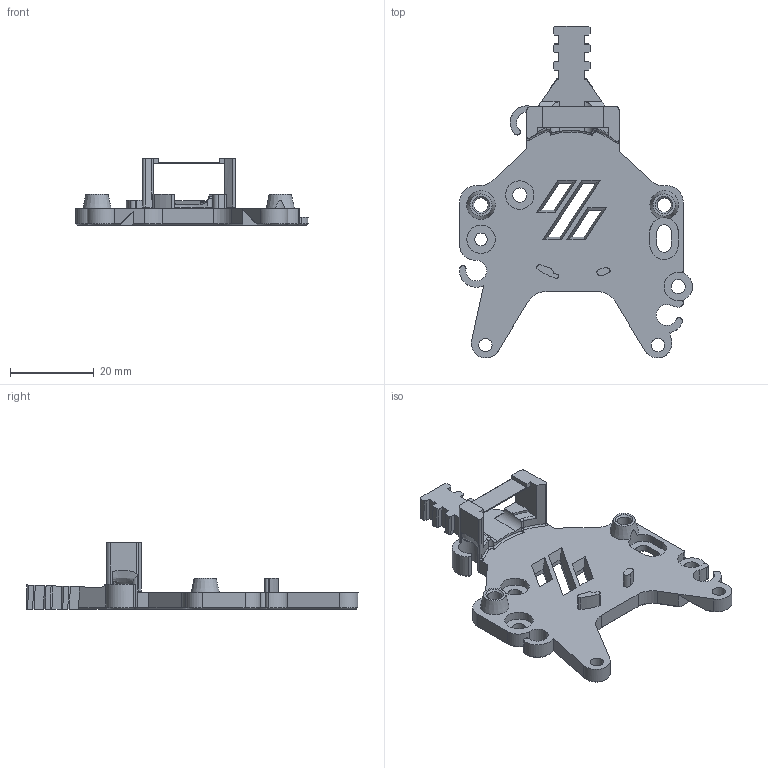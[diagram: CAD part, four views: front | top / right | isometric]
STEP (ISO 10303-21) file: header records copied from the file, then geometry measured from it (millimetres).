
FILE_DESCRIPTION(/* description */ (''),/* implementation_level */ '2;1');
FILE_NAME(/* name */ 'PCBMount.step',/* time_stamp */ '2024-09-14T14:11:41-06:00',/* author */ (''),/* organization */ (''),/* preprocessor_version */ 'ST-DEVELOPER v20',/* originating_system */ 'Autodesk Translation Framework v13.14.0.145',/* authorisation */ '');
FILE_SCHEMA (('AUTOMOTIVE_DESIGN { 1 0 10303 214 3 1 1 }'));
Length unit declared in the file: millimetre
Products named in the file (1): PCBMount
Bounding box: 55.73 x 79.46 x 15.98 mm (x, y, z)
Volume: 9156 mm3; surface area: 7337.3 mm2
Topology: 1 solids, 1 shells, 328 faces, 876 edges, 554 vertices
Faces by surface type: plane 203, cylinder 71, cone 38, bspline 9, torus 7
Full cylindrical faces by diameter (mm): 3 x1, 3.2 x2, 3.4 x4, 4.7 x3, 6.8 x2
Entity records: 10780 total; most frequent: CARTESIAN_POINT 2458, ORIENTED_EDGE 1750, DIRECTION 1707, EDGE_CURVE 875, LINE 595, VECTOR 595, AXIS2_PLACEMENT_3D 556, VERTEX_POINT 554
